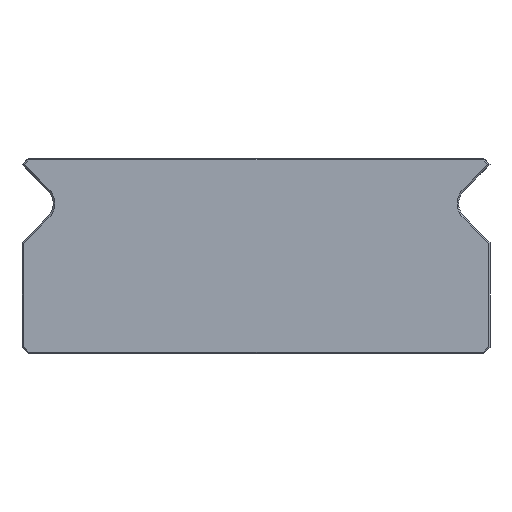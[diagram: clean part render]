
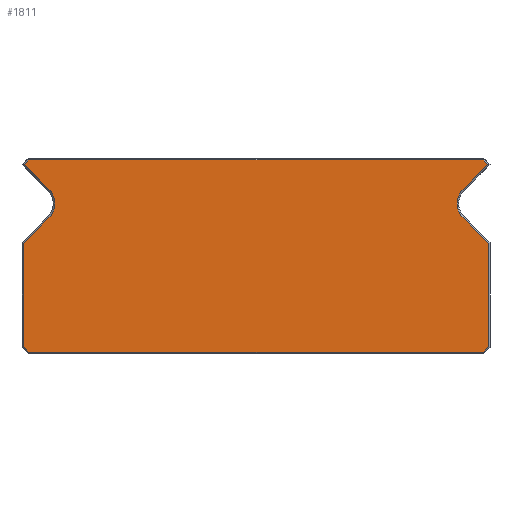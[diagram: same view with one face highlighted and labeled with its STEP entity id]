
A CAD part, front view. The second image highlights one B-rep face of the part: STEP entity #1811.
In plain terms, the highlighted planar face has unit normal (0, -1, 0).
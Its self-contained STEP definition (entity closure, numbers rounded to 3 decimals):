
#41 = ORIENTED_EDGE ( 'NONE', *, *, #1870, .T. ) ;
#44 = ORIENTED_EDGE ( 'NONE', *, *, #1851, .T. ) ;
#49 = VERTEX_POINT ( 'NONE', #523 ) ;
#55 = ORIENTED_EDGE ( 'NONE', *, *, #1873, .T. ) ;
#56 = VERTEX_POINT ( 'NONE', #544 ) ;
#59 = ORIENTED_EDGE ( 'NONE', *, *, #1812, .T. ) ;
#91 = ORIENTED_EDGE ( 'NONE', *, *, #1903, .T. ) ;
#111 = VERTEX_POINT ( 'NONE', #547 ) ;
#171 = VERTEX_POINT ( 'NONE', #551 ) ;
#191 = VERTEX_POINT ( 'NONE', #525 ) ;
#196 = VERTEX_POINT ( 'NONE', #574 ) ;
#198 = VERTEX_POINT ( 'NONE', #585 ) ;
#212 = ORIENTED_EDGE ( 'NONE', *, *, #1889, .T. ) ;
#238 = VERTEX_POINT ( 'NONE', #508 ) ;
#302 = VERTEX_POINT ( 'NONE', #576 ) ;
#305 = ORIENTED_EDGE ( 'NONE', *, *, #1857, .T. ) ;
#353 = ORIENTED_EDGE ( 'NONE', *, *, #1848, .T. ) ;
#355 = EDGE_LOOP ( 'NONE', ( #305, #408, #459, #461, #91, #412, #59, #44, #41, #353, #55, #212, #463, #487 ) ) ;
#372 = VERTEX_POINT ( 'NONE', #524 ) ;
#384 = VERTEX_POINT ( 'NONE', #556 ) ;
#408 = ORIENTED_EDGE ( 'NONE', *, *, #1866, .T. ) ;
#412 = ORIENTED_EDGE ( 'NONE', *, *, #1847, .T. ) ;
#453 = VERTEX_POINT ( 'NONE', #599 ) ;
#459 = ORIENTED_EDGE ( 'NONE', *, *, #1777, .T. ) ;
#461 = ORIENTED_EDGE ( 'NONE', *, *, #1949, .T. ) ;
#463 = ORIENTED_EDGE ( 'NONE', *, *, #1934, .T. ) ;
#467 = VERTEX_POINT ( 'NONE', #561 ) ;
#480 = VERTEX_POINT ( 'NONE', #596 ) ;
#487 = ORIENTED_EDGE ( 'NONE', *, *, #1845, .T. ) ;
#508 = CARTESIAN_POINT ( 'NONE',  ( 8.431, -9.525, -2.425 ) ) ;
#523 = CARTESIAN_POINT ( 'NONE',  ( -9.245, -9.525, -7.887 ) ) ;
#524 = CARTESIAN_POINT ( 'NONE',  ( 9.461, -9.525, -7.67 ) ) ;
#525 = CARTESIAN_POINT ( 'NONE',  ( -9.461, -9.525, -3.455 ) ) ;
#544 = CARTESIAN_POINT ( 'NONE',  ( 9.245, -9.525, -0.063 ) ) ;
#547 = CARTESIAN_POINT ( 'NONE',  ( -8.431, -9.525, -2.425 ) ) ;
#551 = CARTESIAN_POINT ( 'NONE',  ( -9.435, -9.525, -0.254 ) ) ;
#556 = CARTESIAN_POINT ( 'NONE',  ( -9.461, -9.525, -7.67 ) ) ;
#561 = CARTESIAN_POINT ( 'NONE',  ( 9.245, -9.525, -7.887 ) ) ;
#574 = CARTESIAN_POINT ( 'NONE',  ( 9.435, -9.525, -0.254 ) ) ;
#576 = CARTESIAN_POINT ( 'NONE',  ( -8.431, -9.525, -1.258 ) ) ;
#585 = CARTESIAN_POINT ( 'NONE',  ( 8.431, -9.525, -1.258 ) ) ;
#596 = CARTESIAN_POINT ( 'NONE',  ( -9.245, -9.525, -0.064 ) ) ;
#599 = CARTESIAN_POINT ( 'NONE',  ( 9.461, -9.525, -3.455 ) ) ;
#621 = CIRCLE ( 'NONE', #659, 0.826 ) ;
#659 = AXIS2_PLACEMENT_3D ( 'NONE', #1188, #1150, #1481 ) ;
#661 = VECTOR ( 'NONE', #1078, 1000. ) ;
#662 = VECTOR ( 'NONE', #1125, 1000. ) ;
#664 = VECTOR ( 'NONE', #1119, 1000. ) ;
#671 = VECTOR ( 'NONE', #1089, 1000. ) ;
#693 = VECTOR ( 'NONE', #1199, 1000. ) ;
#728 = VECTOR ( 'NONE', #1126, 1000. ) ;
#737 = VECTOR ( 'NONE', #1689, 1000. ) ;
#745 = VECTOR ( 'NONE', #1247, 1000. ) ;
#748 = AXIS2_PLACEMENT_3D ( 'NONE', #1430, #1301, #1190 ) ;
#749 = CIRCLE ( 'NONE', #748, 0.825 ) ;
#750 = VECTOR ( 'NONE', #1344, 1000. ) ;
#764 = AXIS2_PLACEMENT_3D ( 'NONE', #1474, #1432, #1373 ) ;
#777 = VECTOR ( 'NONE', #1668, 1000. ) ;
#819 = VECTOR ( 'NONE', #1206, 1000. ) ;
#835 = VECTOR ( 'NONE', #1538, 1000. ) ;
#855 = FACE_OUTER_BOUND ( 'NONE', #355, .T. ) ;
#897 = LINE ( 'NONE', #1180, #728 ) ;
#938 = LINE ( 'NONE', #1399, #745 ) ;
#946 = LINE ( 'NONE', #1302, #664 ) ;
#978 = LINE ( 'NONE', #1521, #835 ) ;
#983 = LINE ( 'NONE', #1586, #819 ) ;
#992 = LINE ( 'NONE', #1626, #737 ) ;
#1002 = LINE ( 'NONE', #1682, #661 ) ;
#1019 = LINE ( 'NONE', #1696, #777 ) ;
#1026 = LINE ( 'NONE', #1428, #693 ) ;
#1035 = LINE ( 'NONE', #1139, #671 ) ;
#1046 = LINE ( 'NONE', #1556, #662 ) ;
#1068 = LINE ( 'NONE', #1101, #750 ) ;
#1078 = DIRECTION ( 'NONE',  ( 1., 0., 0. ) ) ;
#1089 = DIRECTION ( 'NONE',  ( -1., 0., 0. ) ) ;
#1101 = CARTESIAN_POINT ( 'NONE',  ( 9.48, -9.525, -7.651 ) ) ;
#1119 = DIRECTION ( 'NONE',  ( 0.707, 0., 0.707 ) ) ;
#1125 = DIRECTION ( 'NONE',  ( -0.707, 0., 0.707 ) ) ;
#1126 = DIRECTION ( 'NONE',  ( 0.707, 0., -0.707 ) ) ;
#1139 = CARTESIAN_POINT ( 'NONE',  ( -9.015, -9.525, -0.064 ) ) ;
#1150 = DIRECTION ( 'NONE',  ( 0., 1., 0. ) ) ;
#1180 = CARTESIAN_POINT ( 'NONE',  ( -8.431, -9.525, -1.258 ) ) ;
#1188 = CARTESIAN_POINT ( 'NONE',  ( -9.015, -9.525, -1.842 ) ) ;
#1190 = DIRECTION ( 'NONE',  ( 0., 0., 1. ) ) ;
#1199 = DIRECTION ( 'NONE',  ( 0., 0., -1. ) ) ;
#1206 = DIRECTION ( 'NONE',  ( -0.707, 0., -0.707 ) ) ;
#1247 = DIRECTION ( 'NONE',  ( 0.707, 0., -0.707 ) ) ;
#1301 = DIRECTION ( 'NONE',  ( 0., 1., 0. ) ) ;
#1302 = CARTESIAN_POINT ( 'NONE',  ( 9.48, -9.525, -0.209 ) ) ;
#1344 = DIRECTION ( 'NONE',  ( 0.707, 0., 0.707 ) ) ;
#1373 = DIRECTION ( 'NONE',  ( 0., 0., 1. ) ) ;
#1399 = CARTESIAN_POINT ( 'NONE',  ( -9.226, -9.525, -7.905 ) ) ;
#1428 = CARTESIAN_POINT ( 'NONE',  ( -9.461, -9.525, -1.842 ) ) ;
#1430 = CARTESIAN_POINT ( 'NONE',  ( 9.015, -9.525, -1.842 ) ) ;
#1432 = DIRECTION ( 'NONE',  ( 0., 1., 0. ) ) ;
#1474 = CARTESIAN_POINT ( 'NONE',  ( -9.015, -9.525, -1.842 ) ) ;
#1481 = DIRECTION ( 'NONE',  ( 0., 0., 1. ) ) ;
#1521 = CARTESIAN_POINT ( 'NONE',  ( -0.584, -9.525, 6.59 ) ) ;
#1538 = DIRECTION ( 'NONE',  ( -0.707, 0., 0.707 ) ) ;
#1556 = CARTESIAN_POINT ( 'NONE',  ( 9.226, -9.525, -0.045 ) ) ;
#1586 = CARTESIAN_POINT ( 'NONE',  ( -9.48, -9.525, -3.474 ) ) ;
#1596 = PLANE ( 'NONE',  #764 ) ;
#1626 = CARTESIAN_POINT ( 'NONE',  ( -10.019, -9.525, -0.838 ) ) ;
#1668 = DIRECTION ( 'NONE',  ( 0., 0., 1. ) ) ;
#1682 = CARTESIAN_POINT ( 'NONE',  ( 9.271, -9.525, -7.887 ) ) ;
#1689 = DIRECTION ( 'NONE',  ( -0.707, 0., -0.707 ) ) ;
#1696 = CARTESIAN_POINT ( 'NONE',  ( 9.461, -9.525, -3.429 ) ) ;
#1777 = EDGE_CURVE ( 'NONE', #467, #372, #1068, .T. ) ;
#1811 = ADVANCED_FACE ( 'NONE', ( #855 ), #1596, .F. ) ;
#1812 = EDGE_CURVE ( 'NONE', #198, #196, #946, .T. ) ;
#1845 = EDGE_CURVE ( 'NONE', #191, #384, #1026, .T. ) ;
#1847 = EDGE_CURVE ( 'NONE', #238, #198, #749, .T. ) ;
#1848 = EDGE_CURVE ( 'NONE', #480, #171, #992, .T. ) ;
#1851 = EDGE_CURVE ( 'NONE', #196, #56, #1046, .T. ) ;
#1857 = EDGE_CURVE ( 'NONE', #384, #49, #938, .T. ) ;
#1866 = EDGE_CURVE ( 'NONE', #49, #467, #1002, .T. ) ;
#1870 = EDGE_CURVE ( 'NONE', #56, #480, #1035, .T. ) ;
#1873 = EDGE_CURVE ( 'NONE', #171, #302, #897, .T. ) ;
#1889 = EDGE_CURVE ( 'NONE', #302, #111, #621, .T. ) ;
#1903 = EDGE_CURVE ( 'NONE', #453, #238, #978, .T. ) ;
#1934 = EDGE_CURVE ( 'NONE', #111, #191, #983, .T. ) ;
#1949 = EDGE_CURVE ( 'NONE', #372, #453, #1019, .T. ) ;
